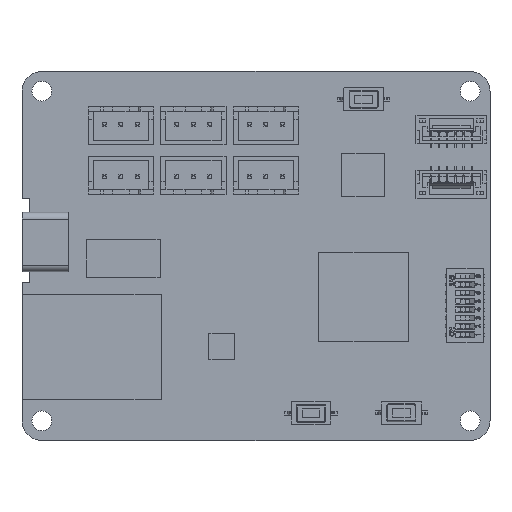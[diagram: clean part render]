
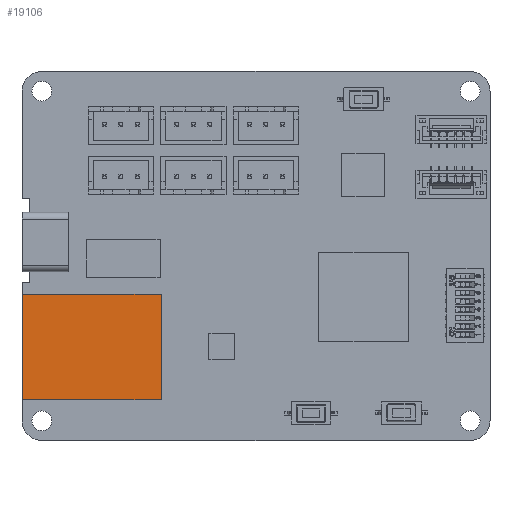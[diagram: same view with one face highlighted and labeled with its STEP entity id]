
A CAD part, top view. The second image highlights one B-rep face of the part: STEP entity #19106.
In plain terms, the highlighted planar face has unit normal (0, 0, 1).
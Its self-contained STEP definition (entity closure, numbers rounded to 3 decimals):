
#1361=FACE_OUTER_BOUND('',#2400,.T.);
#2400=EDGE_LOOP('',(#13394,#13395,#13396,#13397));
#3600=LINE('',#27118,#5994);
#3602=LINE('',#27122,#5996);
#3604=LINE('',#27126,#5998);
#3606=LINE('',#27129,#6000);
#5994=VECTOR('',#22183,10.);
#5996=VECTOR('',#22187,10.);
#5998=VECTOR('',#22191,10.);
#6000=VECTOR('',#22195,10.);
#8339=VERTEX_POINT('',#27115);
#8340=VERTEX_POINT('',#27117);
#8341=VERTEX_POINT('',#27121);
#8342=VERTEX_POINT('',#27125);
#10308=EDGE_CURVE('',#8340,#8339,#3600,.T.);
#10310=EDGE_CURVE('',#8341,#8340,#3602,.T.);
#10312=EDGE_CURVE('',#8342,#8341,#3604,.T.);
#10314=EDGE_CURVE('',#8339,#8342,#3606,.T.);
#13394=ORIENTED_EDGE('',*,*,#10314,.T.);
#13395=ORIENTED_EDGE('',*,*,#10312,.T.);
#13396=ORIENTED_EDGE('',*,*,#10310,.T.);
#13397=ORIENTED_EDGE('',*,*,#10308,.T.);
#18224=PLANE('',#20438);
#19106=ADVANCED_FACE('',(#1361),#18224,.T.);
#20438=AXIS2_PLACEMENT_3D('',#27130,#22196,#22197);
#22183=DIRECTION('',(0.,-1.,0.));
#22187=DIRECTION('',(-1.,0.,0.));
#22191=DIRECTION('',(0.,1.,0.));
#22195=DIRECTION('',(1.,0.,0.));
#22196=DIRECTION('center_axis',(0.,0.,1.));
#22197=DIRECTION('ref_axis',(1.,0.,0.));
#27115=CARTESIAN_POINT('',(-35.4,-21.8,15.1));
#27117=CARTESIAN_POINT('',(-35.4,-5.8,15.1));
#27118=CARTESIAN_POINT('',(-35.4,-5.8,15.1));
#27121=CARTESIAN_POINT('',(-14.4,-5.8,15.1));
#27122=CARTESIAN_POINT('',(-14.4,-5.8,15.1));
#27125=CARTESIAN_POINT('',(-14.4,-21.8,15.1));
#27126=CARTESIAN_POINT('',(-14.4,-21.8,15.1));
#27129=CARTESIAN_POINT('',(-35.4,-21.8,15.1));
#27130=CARTESIAN_POINT('Origin',(-24.9,-13.8,15.1));
